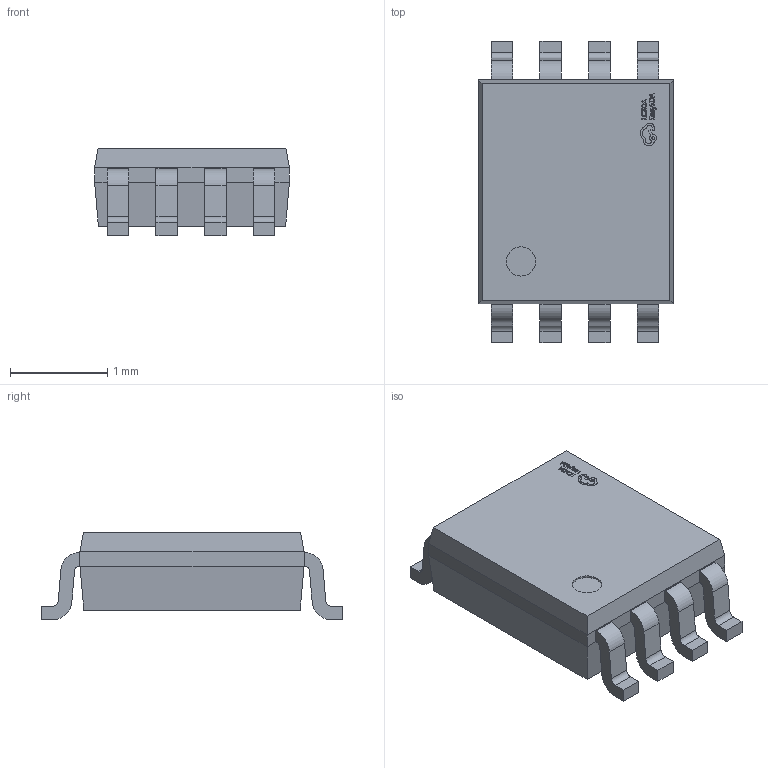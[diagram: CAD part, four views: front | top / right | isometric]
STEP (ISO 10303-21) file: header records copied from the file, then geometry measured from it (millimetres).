
FILE_DESCRIPTION (( 'STEP AP214' ), '1' );
FILE_NAME ('US-8_L2.3-W2.0-P0.50-LS3.1-BL.step', '2022-08-04T09:18:51', ( '' ), ( '' ), 'SwSTEP 2.0', 'SolidWorks 2020', '' );
FILE_SCHEMA (( 'AUTOMOTIVE_DESIGN' ));
Length unit declared in the file: millimetre
Products named in the file (1): US-8_L2.3-W2.0-P0.50-LS3.1-BL
Bounding box: 2 x 3.1 x 0.9 mm (x, y, z)
Volume: 3.8 mm3; surface area: 20.3 mm2
Topology: 14 solids, 14 shells, 411 faces, 1101 edges, 726 vertices
Faces by surface type: plane 265, bspline 112, cylinder 34
Entity records: 17972 total; most frequent: CARTESIAN_POINT 4343, ORIENTED_EDGE 2202, DIRECTION 1541, EDGE_CURVE 1101, LINE 805, VECTOR 805, VERTEX_POINT 726, EDGE_LOOP 431
